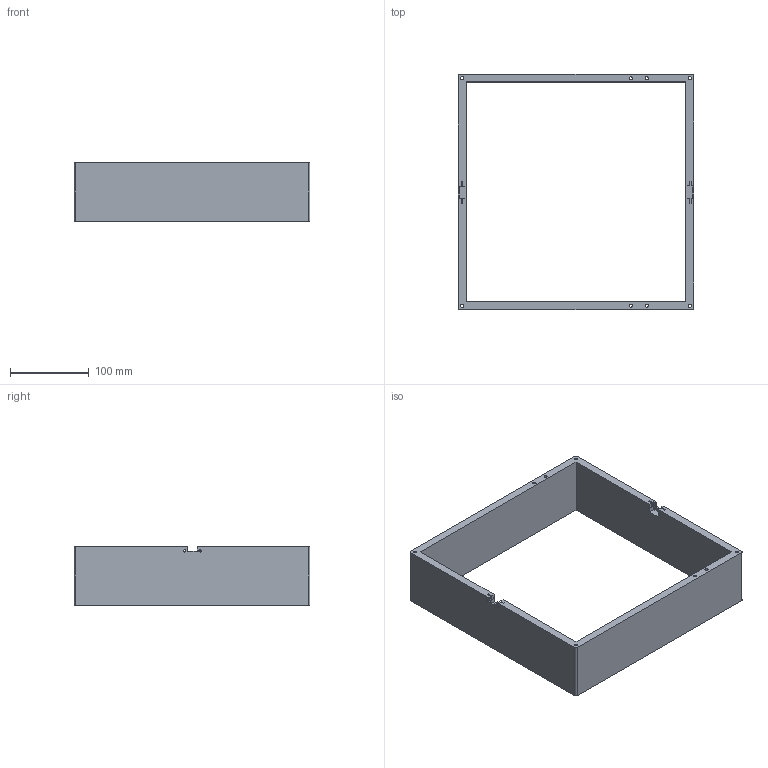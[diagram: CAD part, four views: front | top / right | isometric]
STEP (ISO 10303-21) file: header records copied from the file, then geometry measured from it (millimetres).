
FILE_DESCRIPTION(('FreeCAD Model'),'2;1');
FILE_NAME('Open CASCADE Shape Model','2025-11-26T11:53:16',(''),(''), 'Open CASCADE STEP processor 7.9','FreeCAD','Unknown');
FILE_SCHEMA(('AUTOMOTIVE_DESIGN { 1 0 10303 214 1 1 1 1 }'));
Length unit declared in the file: millimetre
Products named in the file (1): Walls
Bounding box: 300 x 300 x 75 mm (x, y, z)
Volume: 857844.4 mm3; surface area: 205223.2 mm2
Topology: 1 solids, 1 shells, 65 faces, 186 edges, 124 vertices
Faces by surface type: plane 43, cylinder 22
Full cylindrical faces by diameter (mm): 2.977 x2, 2.988 x2, 3.025 x2, 3.035 x2, 4 x8, 7.005 x1, 7.013 x1
Entity records: 2214 total; most frequent: CARTESIAN_POINT 376, ORIENTED_EDGE 372, DIRECTION 362, EDGE_CURVE 186, LINE 142, VECTOR 142, VERTEX_POINT 124, AXIS2_PLACEMENT_3D 110
